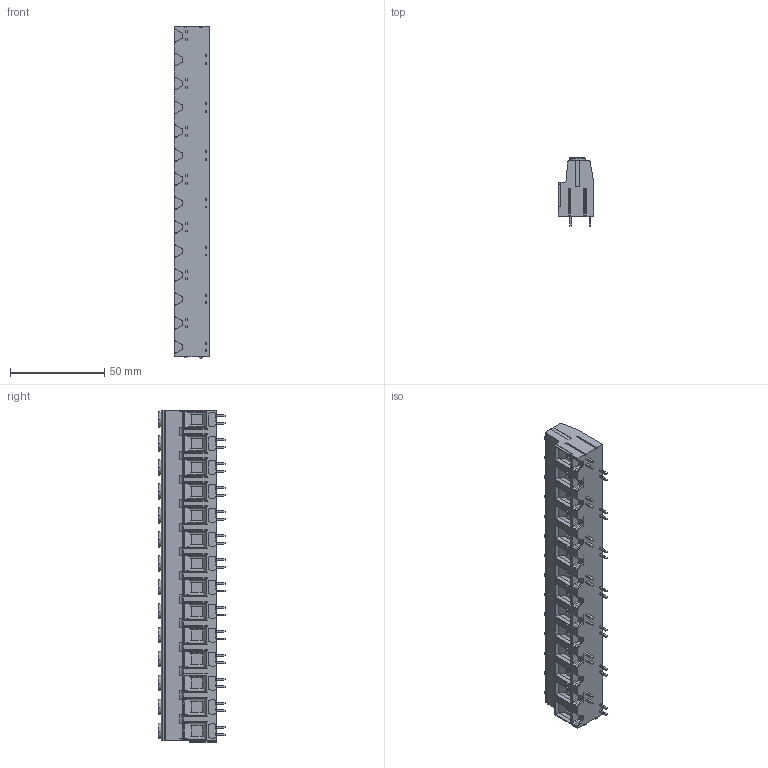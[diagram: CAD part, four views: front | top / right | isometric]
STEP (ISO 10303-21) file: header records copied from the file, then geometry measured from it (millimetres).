
FILE_DESCRIPTION((''),'2;1');
FILE_NAME('TL804S','2025-02-27T',('yanfa'),(''),'PRO/ENGINEER BY PARAMETRIC TECHNOLOGY CORPORATION, 2009280','PRO/ENGINEER BY PARAMETRIC TECHNOLOGY CORPORATION, 2009280','');
FILE_SCHEMA(('AUTOMOTIVE_DESIGN_CC2 { 1 2 10303 214 -1 1 5 2 }'));
Length unit declared in the file: millimetre
Products named in the file (1): TL804S
Bounding box: 18.7 x 35.8 x 176.01 mm (x, y, z)
Volume: 76554.8 mm3; surface area: 23819.7 mm2
Topology: 1 solids, 1 shells, 1214 faces, 3325 edges, 2184 vertices
Faces by surface type: plane 849, cylinder 309, torus 56
Entity records: 38576 total; most frequent: CARTESIAN_POINT 7447, ORIENTED_EDGE 6650, DIRECTION 6273, EDGE_CURVE 3325, VECTOR 2413, LINE 2413, VERTEX_POINT 2184, AXIS2_PLACEMENT_3D 1930
